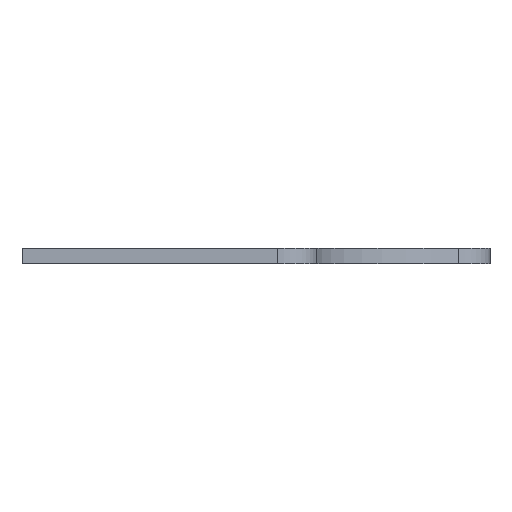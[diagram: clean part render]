
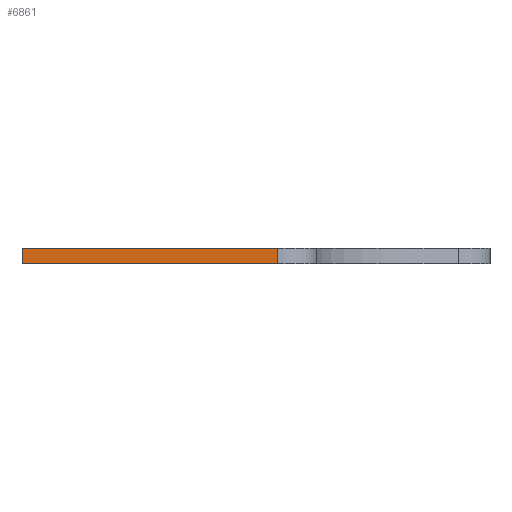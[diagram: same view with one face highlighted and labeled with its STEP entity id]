
A CAD part, front view. The second image highlights one B-rep face of the part: STEP entity #6861.
In plain terms, the highlighted planar face has unit normal (0, -1, 0).
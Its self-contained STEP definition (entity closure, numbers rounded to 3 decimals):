
#416 = CARTESIAN_POINT ( 'NONE',  ( 124.984, -130., 4. ) ) ;
#869 = EDGE_CURVE ( 'NONE', #5183, #3639, #2863, .T. ) ;
#880 = FACE_OUTER_BOUND ( 'NONE', #3056, .T. ) ;
#932 = VERTEX_POINT ( 'NONE', #3186 ) ;
#1107 = EDGE_CURVE ( 'NONE', #932, #3639, #1297, .T. ) ;
#1297 = LINE ( 'NONE', #5775, #1932 ) ;
#1490 = DIRECTION ( 'NONE',  ( 1., 0., 0. ) ) ;
#1589 = ORIENTED_EDGE ( 'NONE', *, *, #6669, .F. ) ;
#1686 = ORIENTED_EDGE ( 'NONE', *, *, #1107, .T. ) ;
#1932 = VECTOR ( 'NONE', #1490, 1000. ) ;
#2100 = ORIENTED_EDGE ( 'NONE', *, *, #869, .F. ) ;
#2125 = VECTOR ( 'NONE', #3237, 1000. ) ;
#2603 = CARTESIAN_POINT ( 'NONE',  ( 124.984, -130., 4. ) ) ;
#2814 = CARTESIAN_POINT ( 'NONE',  ( -15., -130., 4. ) ) ;
#2863 = LINE ( 'NONE', #2603, #2125 ) ;
#3056 = EDGE_LOOP ( 'NONE', ( #1589, #6741, #1686, #2100 ) ) ;
#3113 = DIRECTION ( 'NONE',  ( 1., 0., 0. ) ) ;
#3186 = CARTESIAN_POINT ( 'NONE',  ( 60., -130., 0. ) ) ;
#3237 = DIRECTION ( 'NONE',  ( 0., 0., -1. ) ) ;
#3613 = AXIS2_PLACEMENT_3D ( 'NONE', #2814, #5218, #7667 ) ;
#3639 = VERTEX_POINT ( 'NONE', #3708 ) ;
#3708 = CARTESIAN_POINT ( 'NONE',  ( 124.984, -130., 0. ) ) ;
#3758 = VECTOR ( 'NONE', #3113, 1000. ) ;
#4230 = LINE ( 'NONE', #4289, #3758 ) ;
#4289 = CARTESIAN_POINT ( 'NONE',  ( -15., -130., 4. ) ) ;
#4598 = CARTESIAN_POINT ( 'NONE',  ( 60., -130., 4. ) ) ;
#4979 = VECTOR ( 'NONE', #6476, 1000. ) ;
#5183 = VERTEX_POINT ( 'NONE', #416 ) ;
#5197 = CARTESIAN_POINT ( 'NONE',  ( 60., -130., 4. ) ) ;
#5218 = DIRECTION ( 'NONE',  ( 0., 1., 0. ) ) ;
#5775 = CARTESIAN_POINT ( 'NONE',  ( -15., -130., 0. ) ) ;
#6313 = EDGE_CURVE ( 'NONE', #6845, #932, #6854, .T. ) ;
#6476 = DIRECTION ( 'NONE',  ( 0., 0., -1. ) ) ;
#6669 = EDGE_CURVE ( 'NONE', #6845, #5183, #4230, .T. ) ;
#6741 = ORIENTED_EDGE ( 'NONE', *, *, #6313, .T. ) ;
#6845 = VERTEX_POINT ( 'NONE', #4598 ) ;
#6854 = LINE ( 'NONE', #5197, #4979 ) ;
#6861 = ADVANCED_FACE ( 'NONE', ( #880 ), #7590, .F. ) ;
#7590 = PLANE ( 'NONE',  #3613 ) ;
#7667 = DIRECTION ( 'NONE',  ( -1., 0., 0. ) ) ;
